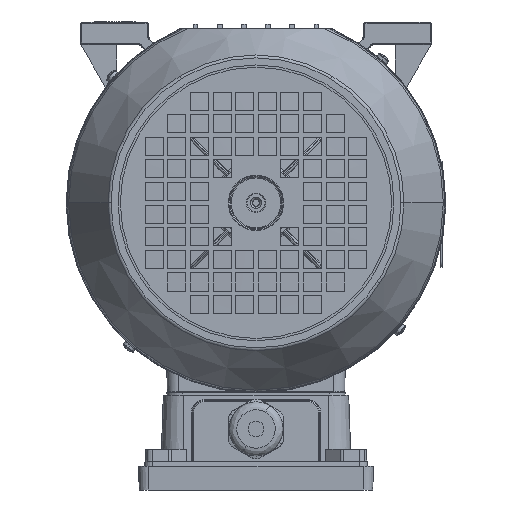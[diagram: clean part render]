
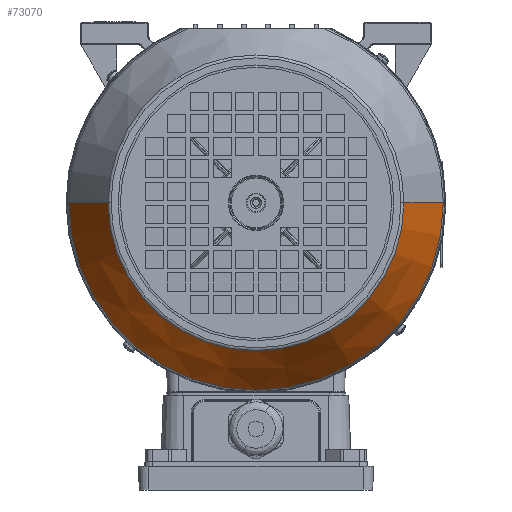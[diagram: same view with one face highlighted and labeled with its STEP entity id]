
A CAD part, left-side view. The second image highlights one B-rep face of the part: STEP entity #73070.
In plain terms, the highlighted conical face has half-angle 29.65 degrees and reference radius 65 mm.
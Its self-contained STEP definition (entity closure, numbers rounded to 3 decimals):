
#3615 = AXIS2_PLACEMENT_3D ( 'NONE', #100347, #150251, #47985 ) ;
#5705 = EDGE_CURVE ( 'NONE', #32321, #51542, #72663, .T. ) ;
#8019 = DIRECTION ( 'NONE',  ( -0.869, 0., -0.495 ) ) ;
#8628 = CARTESIAN_POINT ( 'NONE',  ( 37.65, 0., 82.845 ) ) ;
#10801 = ORIENTED_EDGE ( 'NONE', *, *, #5705, .T. ) ;
#12489 = VERTEX_POINT ( 'NONE', #145935 ) ;
#18313 = FACE_OUTER_BOUND ( 'NONE', #71815, .T. ) ;
#32321 = VERTEX_POINT ( 'NONE', #163428 ) ;
#36521 = CARTESIAN_POINT ( 'NONE',  ( 68.242, 0., -65.431 ) ) ;
#47985 = DIRECTION ( 'NONE',  ( 0., 0., -1. ) ) ;
#49513 = ORIENTED_EDGE ( 'NONE', *, *, #118949, .T. ) ;
#51542 = VERTEX_POINT ( 'NONE', #36521 ) ;
#54090 = CIRCLE ( 'NONE', #3615, 82.845 ) ;
#54176 = ORIENTED_EDGE ( 'NONE', *, *, #60325, .F. ) ;
#60300 = VERTEX_POINT ( 'NONE', #8628 ) ;
#60325 = EDGE_CURVE ( 'NONE', #32321, #60300, #110955, .T. ) ;
#62967 = VECTOR ( 'NONE', #71024, 1000. ) ;
#63137 = DIRECTION ( 'NONE',  ( -1., 0., 0. ) ) ;
#66889 = VECTOR ( 'NONE', #8019, 1000. ) ;
#68901 = AXIS2_PLACEMENT_3D ( 'NONE', #121418, #68975, #82330 ) ;
#68975 = DIRECTION ( 'NONE',  ( -1., 0., 0. ) ) ;
#71024 = DIRECTION ( 'NONE',  ( -0.869, 0., 0.495 ) ) ;
#71815 = EDGE_LOOP ( 'NONE', ( #10801, #97792, #49513, #54176 ) ) ;
#72663 = CIRCLE ( 'NONE', #117732, 65.431 ) ;
#72888 = CARTESIAN_POINT ( 'NONE',  ( 69., 0., -65. ) ) ;
#73070 = ADVANCED_FACE ( 'NONE', ( #18313 ), #124657, .T. ) ;
#82330 = DIRECTION ( 'NONE',  ( 0., 0., 1. ) ) ;
#93760 = EDGE_CURVE ( 'NONE', #51542, #12489, #109495, .T. ) ;
#97792 = ORIENTED_EDGE ( 'NONE', *, *, #93760, .T. ) ;
#100347 = CARTESIAN_POINT ( 'NONE',  ( 37.65, 0., 0. ) ) ;
#109495 = LINE ( 'NONE', #72888, #66889 ) ;
#110955 = LINE ( 'NONE', #149194, #62967 ) ;
#117732 = AXIS2_PLACEMENT_3D ( 'NONE', #153785, #63137, #139689 ) ;
#118949 = EDGE_CURVE ( 'NONE', #12489, #60300, #54090, .T. ) ;
#121418 = CARTESIAN_POINT ( 'NONE',  ( 69., 0., 0. ) ) ;
#124657 = CONICAL_SURFACE ( 'NONE', #68901, 65., 0.517 ) ;
#139689 = DIRECTION ( 'NONE',  ( 0., 0., -1. ) ) ;
#145935 = CARTESIAN_POINT ( 'NONE',  ( 37.65, 0., -82.845 ) ) ;
#149194 = CARTESIAN_POINT ( 'NONE',  ( 69., 0., 65. ) ) ;
#150251 = DIRECTION ( 'NONE',  ( 1., 0., 0. ) ) ;
#153785 = CARTESIAN_POINT ( 'NONE',  ( 68.242, 0., 0. ) ) ;
#163428 = CARTESIAN_POINT ( 'NONE',  ( 68.242, 0., 65.431 ) ) ;
